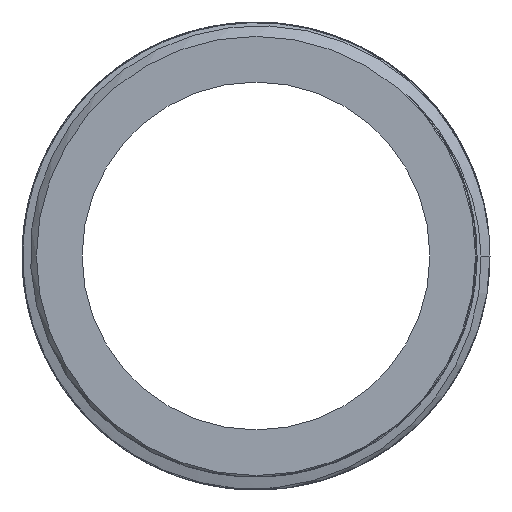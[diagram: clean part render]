
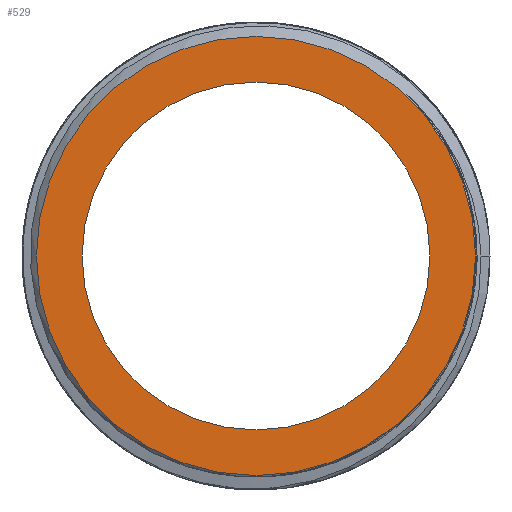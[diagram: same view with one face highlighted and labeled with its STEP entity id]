
A CAD part, left-side view. The second image highlights one B-rep face of the part: STEP entity #529.
In plain terms, the highlighted planar face has unit normal (-1, 0, 0).
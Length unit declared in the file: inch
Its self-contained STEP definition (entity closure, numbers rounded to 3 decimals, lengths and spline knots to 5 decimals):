
#22=FACE_BOUND('',#98,.T.);
#25=PLANE('',#598);
#68=FACE_OUTER_BOUND('',#97,.T.);
#97=EDGE_LOOP('',(#486,#487));
#98=EDGE_LOOP('',(#488,#489));
#142=CIRCLE('',#555,1.1805);
#143=CIRCLE('',#556,1.1805);
#155=CIRCLE('',#580,0.935);
#156=CIRCLE('',#581,0.935);
#205=VERTEX_POINT('',#946);
#206=VERTEX_POINT('',#948);
#235=VERTEX_POINT('',#1559);
#236=VERTEX_POINT('',#1561);
#262=EDGE_CURVE('',#205,#206,#142,.T.);
#263=EDGE_CURVE('',#206,#205,#143,.T.);
#304=EDGE_CURVE('',#236,#235,#155,.T.);
#305=EDGE_CURVE('',#235,#236,#156,.T.);
#486=ORIENTED_EDGE('',*,*,#263,.F.);
#487=ORIENTED_EDGE('',*,*,#262,.F.);
#488=ORIENTED_EDGE('',*,*,#304,.T.);
#489=ORIENTED_EDGE('',*,*,#305,.T.);
#529=ADVANCED_FACE('',(#68,#22),#25,.T.);
#555=AXIS2_PLACEMENT_3D('',#949,#614,#615);
#556=AXIS2_PLACEMENT_3D('',#950,#616,#617);
#580=AXIS2_PLACEMENT_3D('',#1562,#674,#675);
#581=AXIS2_PLACEMENT_3D('',#1563,#676,#677);
#598=AXIS2_PLACEMENT_3D('',#5491,#712,#713);
#614=DIRECTION('center_axis',(1.,0.,0.));
#615=DIRECTION('ref_axis',(0.,1.,0.));
#616=DIRECTION('center_axis',(1.,0.,0.));
#617=DIRECTION('ref_axis',(0.,1.,0.));
#674=DIRECTION('center_axis',(1.,0.,0.));
#675=DIRECTION('ref_axis',(0.,1.,0.));
#676=DIRECTION('center_axis',(1.,0.,0.));
#677=DIRECTION('ref_axis',(0.,1.,0.));
#712=DIRECTION('center_axis',(-1.,0.,0.));
#713=DIRECTION('ref_axis',(0.,0.,1.));
#946=CARTESIAN_POINT('',(0.,-1.1805,0.));
#948=CARTESIAN_POINT('',(0.,1.1805,0.));
#949=CARTESIAN_POINT('Origin',(0.,0.,
0.));
#950=CARTESIAN_POINT('Origin',(0.,0.,
0.));
#1559=CARTESIAN_POINT('',(0.,-0.935,0.));
#1561=CARTESIAN_POINT('',(0.,0.935,0.));
#1562=CARTESIAN_POINT('Origin',(0.,0.,
0.));
#1563=CARTESIAN_POINT('Origin',(0.,0.,
0.));
#5491=CARTESIAN_POINT('Origin',(0.,1.05775,0.));
